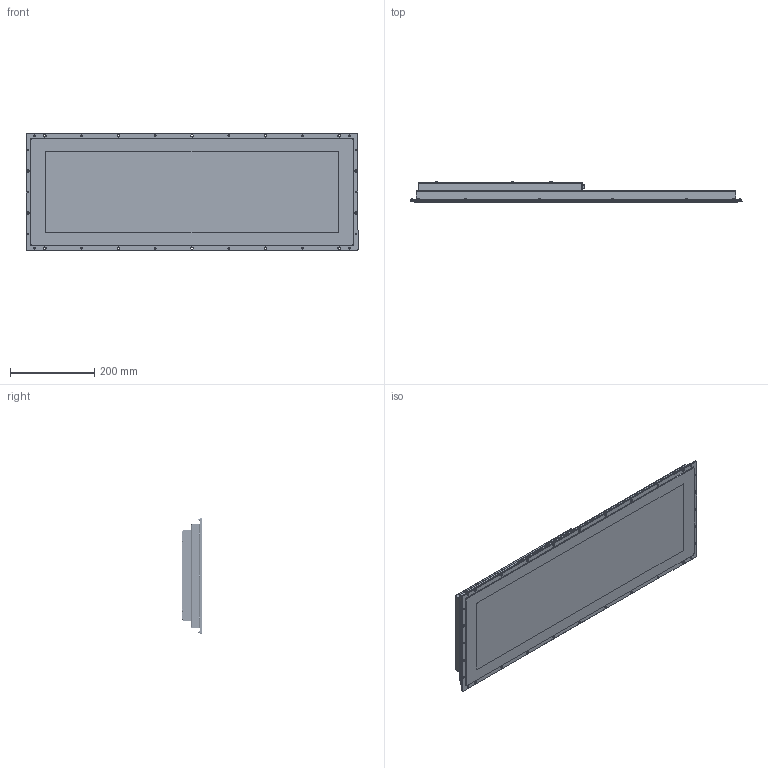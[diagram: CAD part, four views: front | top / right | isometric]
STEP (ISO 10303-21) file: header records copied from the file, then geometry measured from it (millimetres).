
FILE_DESCRIPTION(/* description */ ('29 Zoll Touch FB Rev.1.0'),/* implementation_level */ '2;1');
FILE_NAME(/* name */ '20000239 TFT29 Zoll Strech Touch Rev.1.0.stp',/* time_stamp */ '2019-08-20T11:26:17+02:00',/* author */ ('Uwe Kosiol'),/* organization */ (''),/* preprocessor_version */ 'ST-DEVELOPER v17.2',/* originating_system */ 'Autodesk Inventor 2019',/* authorisation */ '');
FILE_SCHEMA (('AUTOMOTIVE_DESIGN { 1 0 10303 214 3 1 1 }'));
Products named in the file (20): 20000239; 00003595; 00003596; 00003597; 00003418; 00003598; 00003417; 00000010; 00003604; 00000078; 00003614; 00003615; 00003224; ANSI B18.3.4M - M3 x 0.5 x 8; 40000028; ANSI B18.3.4M - M3 x 0.5 x 5; ISO 2009 - M2 x 8; DIN 125 - A 2,2; ISO 4032 - M2; 00004401
Assembly tree (112 placements, depth 2):
  20000239
    00003595
    00003596
    00003597
    00003418
    00003598
    00003224  x14
    00003417
    00000010
    00003604
    00000078
    00003614
    00003615
    ANSI B18.3.4M - M3 x 0.5 x 8  x17
    40000028  x6
    ANSI B18.3.4M - M3 x 0.5 x 5  x8
    DIN 125 - A 2,2  x18
    ISO 4032 - M2  x18
    ISO 2009 - M2 x 8  x18
    00004401  x2
Bounding box: 789.5 x 49.85 x 277.5 mm (x, y, z)
Volume: 4116044.8 mm3; surface area: 1766189.5 mm2
Topology: 126 solids, 126 shells, 6064 faces, 16236 edges, 10695 vertices
Faces by surface type: plane 3910, cylinder 1466, cone 321, bspline 228, torus 128, sphere 11
Full cylindrical faces by diameter (mm): 0.5 x24, 1 x2, 1.27 x2, 1.5 x1, 1.509 x18, 1.567 x18, 2 x18, 2.2 x72, 2.459 x29, 2.5 x2, 2.54 x2, 2.9 x1, 3 x40, 3.1 x2, 3.175 x2, 3.2 x31, 3.5 x6, 3.556 x2, 3.6 x1, 3.81 x2, 5 x19, 5.39 x2, 5.41 x14, 5.42 x16, 5.7 x25, 6 x43
Entity records: 186708 total; most frequent: CARTESIAN_POINT 54417, ORIENTED_EDGE 26976, DIRECTION 25662, EDGE_CURVE 13488, LINE 10090, VECTOR 10090, VERTEX_POINT 8850, AXIS2_PLACEMENT_3D 7786
